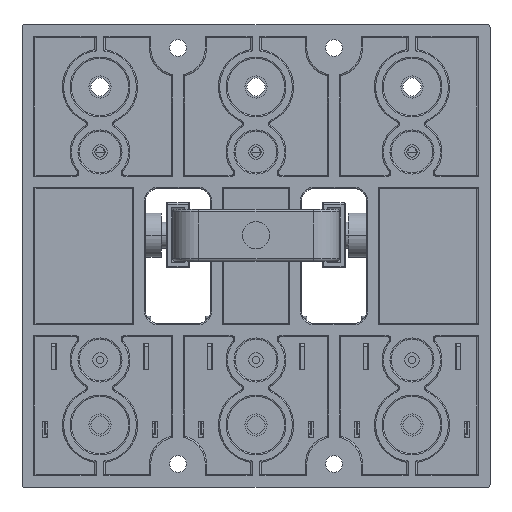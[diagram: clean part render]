
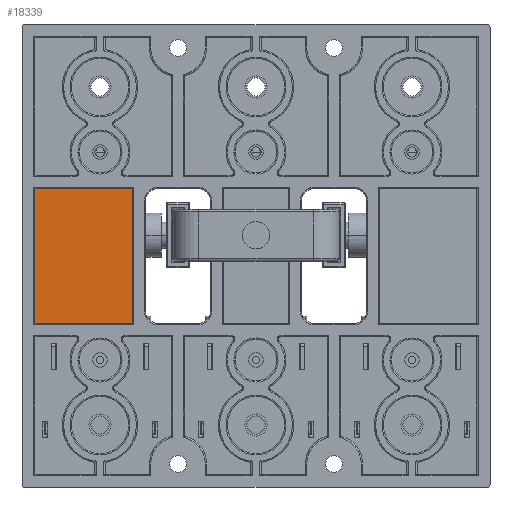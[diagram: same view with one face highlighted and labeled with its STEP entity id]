
A CAD part, front view. The second image highlights one B-rep face of the part: STEP entity #18339.
In plain terms, the highlighted planar face has unit normal (0, -1, 0).
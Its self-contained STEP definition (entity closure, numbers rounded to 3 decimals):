
#3222=DIRECTION('',(0.,0.,-1.));
#3223=VECTOR('',#3222,52.);
#3224=CARTESIAN_POINT('',(-47.5,13.,26.));
#3225=LINE('',#3224,#3223);
#3226=DIRECTION('',(1.,0.,0.));
#3227=VECTOR('',#3226,37.5);
#3228=CARTESIAN_POINT('',(-85.,13.,-26.));
#3229=LINE('',#3228,#3227);
#3230=DIRECTION('',(0.,0.,1.));
#3231=VECTOR('',#3230,52.);
#3232=CARTESIAN_POINT('',(-85.,13.,-26.));
#3233=LINE('',#3232,#3231);
#3234=DIRECTION('',(1.,0.,0.));
#3235=VECTOR('',#3234,37.5);
#3236=CARTESIAN_POINT('',(-85.,13.,26.));
#3237=LINE('',#3236,#3235);
#12631=CARTESIAN_POINT('',(-85.,13.,-26.));
#12632=CARTESIAN_POINT('',(-85.,13.,26.));
#12633=VERTEX_POINT('',#12631);
#12634=VERTEX_POINT('',#12632);
#12645=CARTESIAN_POINT('',(-47.5,13.,26.));
#12646=CARTESIAN_POINT('',(-47.5,13.,-26.));
#12647=VERTEX_POINT('',#12645);
#12648=VERTEX_POINT('',#12646);
#18326=CARTESIAN_POINT('',(0.,13.,0.));
#18327=DIRECTION('',(0.,1.,0.));
#18328=DIRECTION('',(1.,0.,0.));
#18329=AXIS2_PLACEMENT_3D('',#18326,#18327,#18328);
#18330=PLANE('',#18329);
#18332=ORIENTED_EDGE('',*,*,#18331,.T.);
#18333=ORIENTED_EDGE('',*,*,#17705,.F.);
#18335=ORIENTED_EDGE('',*,*,#18334,.T.);
#18336=ORIENTED_EDGE('',*,*,#17585,.T.);
#18337=EDGE_LOOP('',(#18332,#18333,#18335,#18336));
#18338=FACE_OUTER_BOUND('',#18337,.F.);
#17585=EDGE_CURVE('',#12634,#12647,#3237,.T.);
#17705=EDGE_CURVE('',#12633,#12648,#3229,.T.);
#18331=EDGE_CURVE('',#12647,#12648,#3225,.T.);
#18334=EDGE_CURVE('',#12633,#12634,#3233,.T.);
#18339=ADVANCED_FACE('',(#18338),#18330,.F.);
